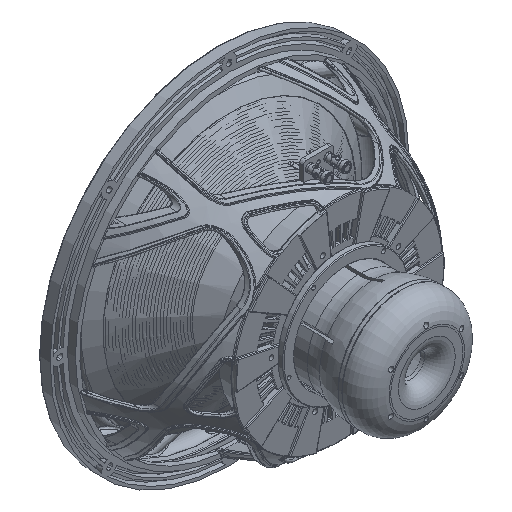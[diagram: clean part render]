
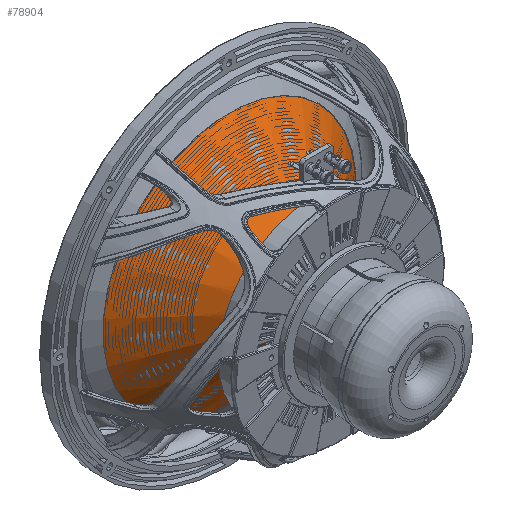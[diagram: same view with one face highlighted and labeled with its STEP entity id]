
A CAD part, isometric view. The second image highlights one B-rep face of the part: STEP entity #78904.
In plain terms, the highlighted conical face has half-angle 53.811 degrees and reference radius 200.472 mm.
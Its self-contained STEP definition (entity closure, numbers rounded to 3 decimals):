
#2366 = ORIENTED_EDGE ( 'NONE', *, *, #101210, .F. ) ;
#3753 = CIRCLE ( 'NONE', #53508, 179.269 ) ;
#4231 = AXIS2_PLACEMENT_3D ( 'NONE', #39441, #97225, #127771 ) ;
#8041 = DIRECTION ( 'NONE',  ( -0.708, 0., 0.706 ) ) ;
#21131 = VERTEX_POINT ( 'NONE', #60721 ) ;
#23001 = DIRECTION ( 'NONE',  ( 0., -1., 0. ) ) ;
#31170 = VERTEX_POINT ( 'NONE', #70751 ) ;
#39441 = CARTESIAN_POINT ( 'NONE',  ( 0., 259.012, 0. ) ) ;
#40530 = CARTESIAN_POINT ( 'NONE',  ( 0., 149.701, 0. ) ) ;
#48253 = CARTESIAN_POINT ( 'NONE',  ( 0., 243.5, 0. ) ) ;
#53508 = AXIS2_PLACEMENT_3D ( 'NONE', #48253, #96954, #8041 ) ;
#54438 = EDGE_LOOP ( 'NONE', ( #2366 ) ) ;
#60721 = CARTESIAN_POINT ( 'NONE',  ( 36.166, 149.701, -36.038 ) ) ;
#62315 = CONICAL_SURFACE ( 'NONE', #4231, 200.472, 0.939 ) ;
#67135 = AXIS2_PLACEMENT_3D ( 'NONE', #40530, #23001, #80770 ) ;
#70751 = CARTESIAN_POINT ( 'NONE',  ( -126.986, 243.5, 126.538 ) ) ;
#72180 = EDGE_CURVE ( 'NONE', #31170, #31170, #3753, .T. ) ;
#78904 = ADVANCED_FACE ( 'NONE', ( #106328, #106970 ), #62315, .T. ) ;
#80770 = DIRECTION ( 'NONE',  ( 0.708, 0., -0.706 ) ) ;
#96954 = DIRECTION ( 'NONE',  ( 0., 1., 0. ) ) ;
#97225 = DIRECTION ( 'NONE',  ( 0., 1., 0. ) ) ;
#101210 = EDGE_CURVE ( 'NONE', #21131, #21131, #127320, .T. ) ;
#101617 = EDGE_LOOP ( 'NONE', ( #102772 ) ) ;
#102772 = ORIENTED_EDGE ( 'NONE', *, *, #72180, .F. ) ;
#106328 = FACE_BOUND ( 'NONE', #54438, .T. ) ;
#106970 = FACE_OUTER_BOUND ( 'NONE', #101617, .T. ) ;
#127320 = CIRCLE ( 'NONE', #67135, 51.056 ) ;
#127771 = DIRECTION ( 'NONE',  ( -0.708, 0., 0.706 ) ) ;
